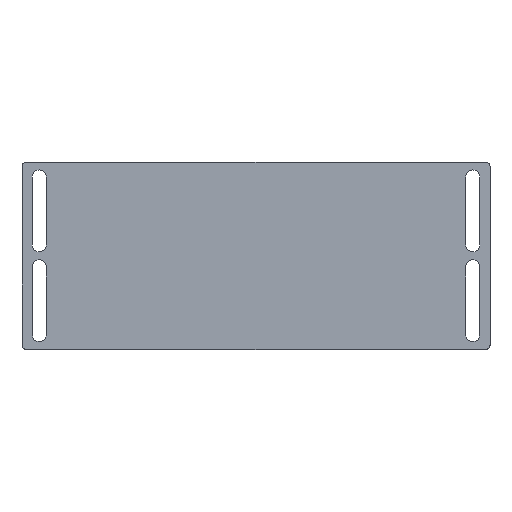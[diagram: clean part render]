
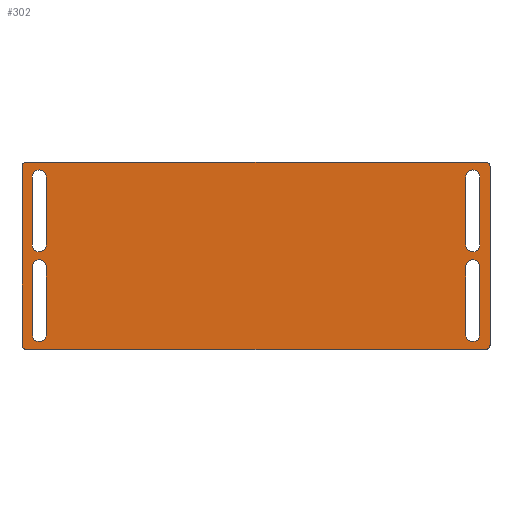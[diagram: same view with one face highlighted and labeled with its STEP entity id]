
A CAD part, top view. The second image highlights one B-rep face of the part: STEP entity #302.
In plain terms, the highlighted planar face has unit normal (0, 0, 1).
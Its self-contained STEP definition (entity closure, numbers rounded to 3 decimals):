
#83=CARTESIAN_POINT('',(0.,0.,-34.));
#84=DIRECTION('',(0.,0.,-1.));
#85=DIRECTION('',(-1.,0.,0.));
#86=AXIS2_PLACEMENT_3D('',#83,#84,#85);
#87=PLANE('',#86);
#88=CARTESIAN_POINT('',(-53.2,-17.45,-34.));
#89=VERTEX_POINT('',#88);
#90=CARTESIAN_POINT('',(-53.2,-0.25,-34.));
#91=VERTEX_POINT('',#90);
#92=CARTESIAN_POINT('',(-53.2,-17.45,-34.));
#93=DIRECTION('',(0.,1.,0.));
#94=VECTOR('',#93,17.2);
#95=LINE('',#92,#94);
#96=EDGE_CURVE('',#89,#91,#95,.T.);
#97=ORIENTED_EDGE('',*,*,#96,.F.);
#98=CARTESIAN_POINT('',(-56.8,-17.45,-34.));
#99=VERTEX_POINT('',#98);
#100=CARTESIAN_POINT('',(-55.,-17.45,-34.));
#101=DIRECTION('',(-0.,-0.,-1.));
#102=DIRECTION('',(1.,0.,-0.));
#103=AXIS2_PLACEMENT_3D('',#100,#101,#102);
#104=CIRCLE('',#103,1.8);
#105=EDGE_CURVE('',#89,#99,#104,.T.);
#106=ORIENTED_EDGE('',*,*,#105,.T.);
#107=CARTESIAN_POINT('',(-56.8,-0.25,-34.));
#108=VERTEX_POINT('',#107);
#109=CARTESIAN_POINT('',(-56.8,-0.25,-34.));
#110=DIRECTION('',(-0.,-1.,-0.));
#111=VECTOR('',#110,17.2);
#112=LINE('',#109,#111);
#113=EDGE_CURVE('',#108,#99,#112,.T.);
#114=ORIENTED_EDGE('',*,*,#113,.F.);
#115=CARTESIAN_POINT('',(-55.,-0.25,-34.));
#116=DIRECTION('',(-0.,-0.,-1.));
#117=DIRECTION('',(1.,0.,-0.));
#118=AXIS2_PLACEMENT_3D('',#115,#116,#117);
#119=CIRCLE('',#118,1.8);
#120=EDGE_CURVE('',#108,#91,#119,.T.);
#121=ORIENTED_EDGE('',*,*,#120,.T.);
#122=EDGE_LOOP('',(#97,#106,#114,#121));
#123=FACE_BOUND('',#122,.T.);
#124=CARTESIAN_POINT('',(56.8,-17.45,-34.));
#125=VERTEX_POINT('',#124);
#126=CARTESIAN_POINT('',(56.8,-0.25,-34.));
#127=VERTEX_POINT('',#126);
#128=CARTESIAN_POINT('',(56.8,-17.45,-34.));
#129=DIRECTION('',(0.,1.,0.));
#130=VECTOR('',#129,17.2);
#131=LINE('',#128,#130);
#132=EDGE_CURVE('',#125,#127,#131,.T.);
#133=ORIENTED_EDGE('',*,*,#132,.F.);
#134=CARTESIAN_POINT('',(53.2,-17.45,-34.));
#135=VERTEX_POINT('',#134);
#136=CARTESIAN_POINT('',(55.,-17.45,-34.));
#137=DIRECTION('',(-0.,-0.,-1.));
#138=DIRECTION('',(1.,0.,-0.));
#139=AXIS2_PLACEMENT_3D('',#136,#137,#138);
#140=CIRCLE('',#139,1.8);
#141=EDGE_CURVE('',#125,#135,#140,.T.);
#142=ORIENTED_EDGE('',*,*,#141,.T.);
#143=CARTESIAN_POINT('',(53.2,-0.25,-34.));
#144=VERTEX_POINT('',#143);
#145=CARTESIAN_POINT('',(53.2,-0.25,-34.));
#146=DIRECTION('',(0.,-1.,0.));
#147=VECTOR('',#146,17.2);
#148=LINE('',#145,#147);
#149=EDGE_CURVE('',#144,#135,#148,.T.);
#150=ORIENTED_EDGE('',*,*,#149,.F.);
#151=CARTESIAN_POINT('',(55.,-0.25,-34.));
#152=DIRECTION('',(-0.,-0.,-1.));
#153=DIRECTION('',(1.,0.,-0.));
#154=AXIS2_PLACEMENT_3D('',#151,#152,#153);
#155=CIRCLE('',#154,1.8);
#156=EDGE_CURVE('',#144,#127,#155,.T.);
#157=ORIENTED_EDGE('',*,*,#156,.T.);
#158=EDGE_LOOP('',(#133,#142,#150,#157));
#159=FACE_BOUND('',#158,.T.);
#160=CARTESIAN_POINT('',(58.4,-43.95,-34.));
#161=VERTEX_POINT('',#160);
#162=CARTESIAN_POINT('',(-58.4,-43.95,-34.));
#163=VERTEX_POINT('',#162);
#164=CARTESIAN_POINT('',(58.4,-43.95,-34.));
#165=DIRECTION('',(-1.,-0.,0.));
#166=VECTOR('',#165,116.8);
#167=LINE('',#164,#166);
#168=EDGE_CURVE('',#161,#163,#167,.T.);
#169=ORIENTED_EDGE('',*,*,#168,.F.);
#170=CARTESIAN_POINT('',(59.4,-42.95,-34.));
#171=VERTEX_POINT('',#170);
#172=CARTESIAN_POINT('',(58.4,-42.95,-34.));
#173=DIRECTION('',(-0.,-0.,1.));
#174=DIRECTION('',(-1.,0.,0.));
#175=AXIS2_PLACEMENT_3D('',#172,#173,#174);
#176=CIRCLE('',#175,1.);
#177=EDGE_CURVE('',#161,#171,#176,.T.);
#178=ORIENTED_EDGE('',*,*,#177,.T.);
#179=CARTESIAN_POINT('',(59.4,2.45,-34.));
#180=VERTEX_POINT('',#179);
#181=CARTESIAN_POINT('',(59.4,2.45,-34.));
#182=DIRECTION('',(0.,-1.,0.));
#183=VECTOR('',#182,45.4);
#184=LINE('',#181,#183);
#185=EDGE_CURVE('',#180,#171,#184,.T.);
#186=ORIENTED_EDGE('',*,*,#185,.F.);
#187=CARTESIAN_POINT('',(58.4,3.45,-34.));
#188=VERTEX_POINT('',#187);
#189=CARTESIAN_POINT('',(58.4,2.45,-34.));
#190=DIRECTION('',(-0.,-0.,1.));
#191=DIRECTION('',(-1.,0.,0.));
#192=AXIS2_PLACEMENT_3D('',#189,#190,#191);
#193=CIRCLE('',#192,1.);
#194=EDGE_CURVE('',#180,#188,#193,.T.);
#195=ORIENTED_EDGE('',*,*,#194,.T.);
#196=CARTESIAN_POINT('',(-58.4,3.45,-34.));
#197=VERTEX_POINT('',#196);
#198=CARTESIAN_POINT('',(-58.4,3.45,-34.));
#199=DIRECTION('',(1.,0.,-0.));
#200=VECTOR('',#199,116.8);
#201=LINE('',#198,#200);
#202=EDGE_CURVE('',#197,#188,#201,.T.);
#203=ORIENTED_EDGE('',*,*,#202,.F.);
#204=CARTESIAN_POINT('',(-59.4,2.45,-34.));
#205=VERTEX_POINT('',#204);
#206=CARTESIAN_POINT('',(-58.4,2.45,-34.));
#207=DIRECTION('',(-0.,-0.,1.));
#208=DIRECTION('',(-1.,0.,0.));
#209=AXIS2_PLACEMENT_3D('',#206,#207,#208);
#210=CIRCLE('',#209,1.);
#211=EDGE_CURVE('',#197,#205,#210,.T.);
#212=ORIENTED_EDGE('',*,*,#211,.T.);
#213=CARTESIAN_POINT('',(-59.4,-42.95,-34.));
#214=VERTEX_POINT('',#213);
#215=CARTESIAN_POINT('',(-59.4,2.45,-34.));
#216=DIRECTION('',(-0.,-1.,-0.));
#217=VECTOR('',#216,45.4);
#218=LINE('',#215,#217);
#219=EDGE_CURVE('',#205,#214,#218,.T.);
#220=ORIENTED_EDGE('',*,*,#219,.T.);
#221=CARTESIAN_POINT('',(-58.4,-42.95,-34.));
#222=DIRECTION('',(-0.,-0.,1.));
#223=DIRECTION('',(-1.,0.,0.));
#224=AXIS2_PLACEMENT_3D('',#221,#222,#223);
#225=CIRCLE('',#224,1.);
#226=EDGE_CURVE('',#214,#163,#225,.T.);
#227=ORIENTED_EDGE('',*,*,#226,.T.);
#228=EDGE_LOOP('',(#169,#178,#186,#195,#203,#212,#220,#227));
#229=FACE_BOUND('',#228,.T.);
#230=CARTESIAN_POINT('',(53.2,-23.05,-34.));
#231=VERTEX_POINT('',#230);
#232=CARTESIAN_POINT('',(53.2,-40.25,-34.));
#233=VERTEX_POINT('',#232);
#234=CARTESIAN_POINT('',(53.2,-23.05,-34.));
#235=DIRECTION('',(0.,-1.,0.));
#236=VECTOR('',#235,17.2);
#237=LINE('',#234,#236);
#238=EDGE_CURVE('',#231,#233,#237,.T.);
#239=ORIENTED_EDGE('',*,*,#238,.F.);
#240=CARTESIAN_POINT('',(56.8,-23.05,-34.));
#241=VERTEX_POINT('',#240);
#242=CARTESIAN_POINT('',(55.,-23.05,-34.));
#243=DIRECTION('',(-0.,-0.,-1.));
#244=DIRECTION('',(1.,0.,-0.));
#245=AXIS2_PLACEMENT_3D('',#242,#243,#244);
#246=CIRCLE('',#245,1.8);
#247=EDGE_CURVE('',#231,#241,#246,.T.);
#248=ORIENTED_EDGE('',*,*,#247,.T.);
#249=CARTESIAN_POINT('',(56.8,-40.25,-34.));
#250=VERTEX_POINT('',#249);
#251=CARTESIAN_POINT('',(56.8,-40.25,-34.));
#252=DIRECTION('',(0.,1.,0.));
#253=VECTOR('',#252,17.2);
#254=LINE('',#251,#253);
#255=EDGE_CURVE('',#250,#241,#254,.T.);
#256=ORIENTED_EDGE('',*,*,#255,.F.);
#257=CARTESIAN_POINT('',(55.,-40.25,-34.));
#258=DIRECTION('',(-0.,-0.,-1.));
#259=DIRECTION('',(1.,0.,-0.));
#260=AXIS2_PLACEMENT_3D('',#257,#258,#259);
#261=CIRCLE('',#260,1.8);
#262=EDGE_CURVE('',#250,#233,#261,.T.);
#263=ORIENTED_EDGE('',*,*,#262,.T.);
#264=EDGE_LOOP('',(#239,#248,#256,#263));
#265=FACE_BOUND('',#264,.T.);
#266=CARTESIAN_POINT('',(-56.8,-23.05,-34.));
#267=VERTEX_POINT('',#266);
#268=CARTESIAN_POINT('',(-56.8,-40.25,-34.));
#269=VERTEX_POINT('',#268);
#270=CARTESIAN_POINT('',(-56.8,-23.05,-34.));
#271=DIRECTION('',(-0.,-1.,-0.));
#272=VECTOR('',#271,17.2);
#273=LINE('',#270,#272);
#274=EDGE_CURVE('',#267,#269,#273,.T.);
#275=ORIENTED_EDGE('',*,*,#274,.F.);
#276=CARTESIAN_POINT('',(-53.2,-23.05,-34.));
#277=VERTEX_POINT('',#276);
#278=CARTESIAN_POINT('',(-55.,-23.05,-34.));
#279=DIRECTION('',(-0.,-0.,-1.));
#280=DIRECTION('',(1.,0.,-0.));
#281=AXIS2_PLACEMENT_3D('',#278,#279,#280);
#282=CIRCLE('',#281,1.8);
#283=EDGE_CURVE('',#267,#277,#282,.T.);
#284=ORIENTED_EDGE('',*,*,#283,.T.);
#285=CARTESIAN_POINT('',(-53.2,-40.25,-34.));
#286=VERTEX_POINT('',#285);
#287=CARTESIAN_POINT('',(-53.2,-40.25,-34.));
#288=DIRECTION('',(0.,1.,0.));
#289=VECTOR('',#288,17.2);
#290=LINE('',#287,#289);
#291=EDGE_CURVE('',#286,#277,#290,.T.);
#292=ORIENTED_EDGE('',*,*,#291,.F.);
#293=CARTESIAN_POINT('',(-55.,-40.25,-34.));
#294=DIRECTION('',(-0.,-0.,-1.));
#295=DIRECTION('',(1.,0.,-0.));
#296=AXIS2_PLACEMENT_3D('',#293,#294,#295);
#297=CIRCLE('',#296,1.8);
#298=EDGE_CURVE('',#286,#269,#297,.T.);
#299=ORIENTED_EDGE('',*,*,#298,.T.);
#300=EDGE_LOOP('',(#275,#284,#292,#299));
#301=FACE_BOUND('',#300,.T.);
#302=ADVANCED_FACE('',(#123,#159,#229,#265,#301),#87,.F.);
